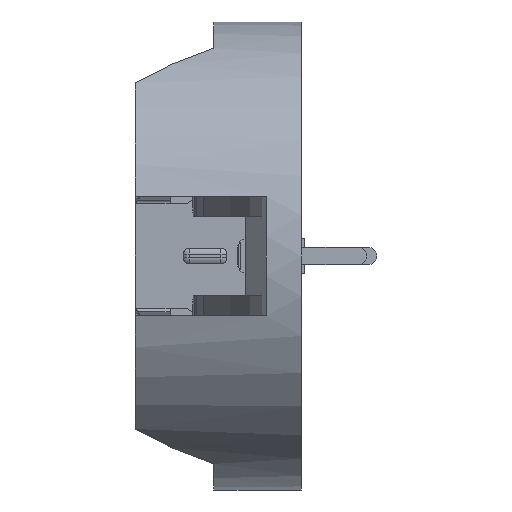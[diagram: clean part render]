
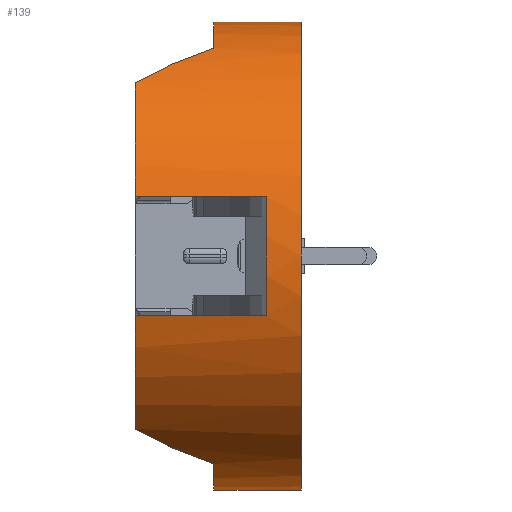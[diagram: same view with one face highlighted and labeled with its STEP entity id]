
A CAD part, left-side view. The second image highlights one B-rep face of the part: STEP entity #139.
In plain terms, the highlighted cylindrical face has radius 13.375 mm (diameter 26.75 mm), a partial arc.
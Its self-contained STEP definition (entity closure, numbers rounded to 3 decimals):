
#86 = CARTESIAN_POINT ( 'NONE',  ( 4.433, -9.343, 0.096 ) ) ;
#134 = CARTESIAN_POINT ( 'NONE',  ( -8.503, 0.157, 3.496 ) ) ;
#139 = ADVANCED_FACE ( 'NONE', ( #4133 ), #3126, .T. ) ;
#194 = DIRECTION ( 'NONE',  ( 0., 1., 0. ) ) ;
#298 = CARTESIAN_POINT ( 'NONE',  ( -1.717, -4.343, 11.974 ) ) ;
#328 = CIRCLE ( 'NONE', #1124, 13.375 ) ;
#441 = AXIS2_PLACEMENT_3D ( 'NONE', #776, #2948, #815 ) ;
#555 = DIRECTION ( 'NONE',  ( 0., -1., 0. ) ) ;
#594 = LINE ( 'NONE', #1779, #1127 ) ;
#679 = VERTEX_POINT ( 'NONE', #6938 ) ;
#776 = CARTESIAN_POINT ( 'NONE',  ( 4.433, 0.157, 0.096 ) ) ;
#815 = DIRECTION ( 'NONE',  ( 0., 0., -1. ) ) ;
#853 = EDGE_CURVE ( 'NONE', #1719, #3968, #4077, .T. ) ;
#940 = EDGE_CURVE ( 'NONE', #679, #5619, #6187, .T. ) ;
#1088 = CARTESIAN_POINT ( 'NONE',  ( -2.751, -2.711, -11.246 ) ) ;
#1124 = AXIS2_PLACEMENT_3D ( 'NONE', #1353, #1319, #5750 ) ;
#1127 = VECTOR ( 'NONE', #1741, 1000. ) ;
#1129 = DIRECTION ( 'NONE',  ( 0., -1., 0. ) ) ;
#1217 = ORIENTED_EDGE ( 'NONE', *, *, #4548, .T. ) ;
#1236 = CARTESIAN_POINT ( 'NONE',  ( -3.706, -1.202, -10.581 ) ) ;
#1281 = LINE ( 'NONE', #6247, #2389 ) ;
#1308 = CARTESIAN_POINT ( 'NONE',  ( -8.503, -7.343, -3.304 ) ) ;
#1319 = DIRECTION ( 'NONE',  ( 0., -1., 0. ) ) ;
#1353 = CARTESIAN_POINT ( 'NONE',  ( 4.433, -4.343, 0.096 ) ) ;
#1450 = VERTEX_POINT ( 'NONE', #6670 ) ;
#1515 = DIRECTION ( 'NONE',  ( 0., 0., -1. ) ) ;
#1535 = ORIENTED_EDGE ( 'NONE', *, *, #4152, .T. ) ;
#1594 = DIRECTION ( 'NONE',  ( 0., -1., 0. ) ) ;
#1649 = ORIENTED_EDGE ( 'NONE', *, *, #3936, .T. ) ;
#1710 = LINE ( 'NONE', #134, #6799 ) ;
#1719 = VERTEX_POINT ( 'NONE', #2589 ) ;
#1725 = VERTEX_POINT ( 'NONE', #5846 ) ;
#1739 = CARTESIAN_POINT ( 'NONE',  ( 4.433, -4.343, 0.096 ) ) ;
#1741 = DIRECTION ( 'NONE',  ( 0., 1., 0. ) ) ;
#1779 = CARTESIAN_POINT ( 'NONE',  ( -8.503, 0.157, -3.304 ) ) ;
#1815 = DIRECTION ( 'NONE',  ( 0., 0., -1. ) ) ;
#1889 = VERTEX_POINT ( 'NONE', #4392 ) ;
#1963 = CARTESIAN_POINT ( 'NONE',  ( -1.717, -4.343, -11.781 ) ) ;
#1996 = DIRECTION ( 'NONE',  ( 0., -1., 0. ) ) ;
#2025 = AXIS2_PLACEMENT_3D ( 'NONE', #86, #194, #5595 ) ;
#2037 = VERTEX_POINT ( 'NONE', #5236 ) ;
#2053 = LINE ( 'NONE', #4249, #4395 ) ;
#2243 = DIRECTION ( 'NONE',  ( 0., -1., 0. ) ) ;
#2348 = CARTESIAN_POINT ( 'NONE',  ( 4.433, -7.343, 0.096 ) ) ;
#2389 = VECTOR ( 'NONE', #6145, 1000. ) ;
#2404 = EDGE_LOOP ( 'NONE', ( #4578, #1649, #6807, #6264, #4821, #1535, #5914, #5601, #3358, #5856, #1217, #2603 ) ) ;
#2422 = EDGE_CURVE ( 'NONE', #2957, #2037, #2053, .T. ) ;
#2454 = CARTESIAN_POINT ( 'NONE',  ( -4.567, 0.157, 9.99 ) ) ;
#2515 = CARTESIAN_POINT ( 'NONE',  ( -4.567, 0.157, 9.99 ) ) ;
#2559 = AXIS2_PLACEMENT_3D ( 'NONE', #6381, #6478, #1515 ) ;
#2589 = CARTESIAN_POINT ( 'NONE',  ( -1.717, -4.343, 11.974 ) ) ;
#2602 = VERTEX_POINT ( 'NONE', #6820 ) ;
#2603 = ORIENTED_EDGE ( 'NONE', *, *, #2820, .T. ) ;
#2820 = EDGE_CURVE ( 'NONE', #2602, #2037, #4968, .T. ) ;
#2948 = DIRECTION ( 'NONE',  ( 0., -1., 0. ) ) ;
#2957 = VERTEX_POINT ( 'NONE', #3692 ) ;
#2975 = EDGE_CURVE ( 'NONE', #5619, #6048, #3603, .T. ) ;
#3015 = EDGE_CURVE ( 'NONE', #6048, #1450, #6440, .T. ) ;
#3126 = CYLINDRICAL_SURFACE ( 'NONE', #5605, 13.375 ) ;
#3254 = CARTESIAN_POINT ( 'NONE',  ( -4.567, 0.157, -9.798 ) ) ;
#3287 = CIRCLE ( 'NONE', #4202, 13.375 ) ;
#3358 = ORIENTED_EDGE ( 'NONE', *, *, #2975, .T. ) ;
#3471 = CARTESIAN_POINT ( 'NONE',  ( -4.567, 0.157, -9.798 ) ) ;
#3603 =( BOUNDED_CURVE ( )  B_SPLINE_CURVE ( 3, ( #3254, #1236, #1088, #3906 ),
 .UNSPECIFIED., .F., .T. ) 
 B_SPLINE_CURVE_WITH_KNOTS ( ( 4, 4 ),
 ( 3.974, 4.235 ),
 .UNSPECIFIED. ) 
 CURVE ( )  GEOMETRIC_REPRESENTATION_ITEM ( )  RATIONAL_B_SPLINE_CURVE ( ( 1., 0.994, 0.994, 1. ) ) 
 REPRESENTATION_ITEM ( '' )  );
#3625 = CARTESIAN_POINT ( 'NONE',  ( 4.433, 0.157, 0.096 ) ) ;
#3692 = CARTESIAN_POINT ( 'NONE',  ( 4.433, -4.343, 13.471 ) ) ;
#3906 = CARTESIAN_POINT ( 'NONE',  ( -1.717, -4.343, -11.781 ) ) ;
#3936 = EDGE_CURVE ( 'NONE', #2957, #1719, #328, .T. ) ;
#3968 = VERTEX_POINT ( 'NONE', #2454 ) ;
#4077 =( BOUNDED_CURVE ( )  B_SPLINE_CURVE ( 3, ( #298, #6831, #5237, #2515 ),
 .UNSPECIFIED., .F., .T. ) 
 B_SPLINE_CURVE_WITH_KNOTS ( ( 4, 4 ),
 ( 2.049, 2.309 ),
 .UNSPECIFIED. ) 
 CURVE ( )  GEOMETRIC_REPRESENTATION_ITEM ( )  RATIONAL_B_SPLINE_CURVE ( ( 1., 0.994, 0.994, 1. ) ) 
 REPRESENTATION_ITEM ( '' )  );
#4133 = FACE_OUTER_BOUND ( 'NONE', #2404, .T. ) ;
#4152 = EDGE_CURVE ( 'NONE', #1889, #6348, #3287, .T. ) ;
#4198 = EDGE_CURVE ( 'NONE', #6348, #679, #594, .T. ) ;
#4202 = AXIS2_PLACEMENT_3D ( 'NONE', #2348, #1129, #1815 ) ;
#4249 = CARTESIAN_POINT ( 'NONE',  ( 4.433, 0.157, 13.471 ) ) ;
#4274 = EDGE_CURVE ( 'NONE', #3968, #1725, #6795, .T. ) ;
#4392 = CARTESIAN_POINT ( 'NONE',  ( -8.503, -7.343, 3.496 ) ) ;
#4395 = VECTOR ( 'NONE', #1594, 1000. ) ;
#4548 = EDGE_CURVE ( 'NONE', #1450, #2602, #1281, .T. ) ;
#4578 = ORIENTED_EDGE ( 'NONE', *, *, #2422, .F. ) ;
#4821 = ORIENTED_EDGE ( 'NONE', *, *, #6135, .T. ) ;
#4968 = CIRCLE ( 'NONE', #2025, 13.375 ) ;
#5084 = AXIS2_PLACEMENT_3D ( 'NONE', #1739, #555, #6098 ) ;
#5236 = CARTESIAN_POINT ( 'NONE',  ( 4.433, -9.343, 13.471 ) ) ;
#5237 = CARTESIAN_POINT ( 'NONE',  ( -3.706, -1.202, 10.774 ) ) ;
#5595 = DIRECTION ( 'NONE',  ( 0., 0., -1. ) ) ;
#5601 = ORIENTED_EDGE ( 'NONE', *, *, #940, .T. ) ;
#5605 = AXIS2_PLACEMENT_3D ( 'NONE', #3625, #1996, #6286 ) ;
#5619 = VERTEX_POINT ( 'NONE', #3471 ) ;
#5750 = DIRECTION ( 'NONE',  ( 0., 0., -1. ) ) ;
#5846 = CARTESIAN_POINT ( 'NONE',  ( -8.503, 0.157, 3.496 ) ) ;
#5856 = ORIENTED_EDGE ( 'NONE', *, *, #3015, .T. ) ;
#5914 = ORIENTED_EDGE ( 'NONE', *, *, #4198, .T. ) ;
#6048 = VERTEX_POINT ( 'NONE', #1963 ) ;
#6098 = DIRECTION ( 'NONE',  ( 0., 0., -1. ) ) ;
#6135 = EDGE_CURVE ( 'NONE', #1725, #1889, #1710, .T. ) ;
#6145 = DIRECTION ( 'NONE',  ( 0., -1., 0. ) ) ;
#6187 = CIRCLE ( 'NONE', #2559, 13.375 ) ;
#6247 = CARTESIAN_POINT ( 'NONE',  ( 4.433, 0.157, -13.279 ) ) ;
#6264 = ORIENTED_EDGE ( 'NONE', *, *, #4274, .T. ) ;
#6286 = DIRECTION ( 'NONE',  ( 0., 0., -1. ) ) ;
#6348 = VERTEX_POINT ( 'NONE', #1308 ) ;
#6381 = CARTESIAN_POINT ( 'NONE',  ( 4.433, 0.157, 0.096 ) ) ;
#6440 = CIRCLE ( 'NONE', #5084, 13.375 ) ;
#6478 = DIRECTION ( 'NONE',  ( 0., -1., 0. ) ) ;
#6670 = CARTESIAN_POINT ( 'NONE',  ( 4.433, -4.343, -13.279 ) ) ;
#6795 = CIRCLE ( 'NONE', #441, 13.375 ) ;
#6799 = VECTOR ( 'NONE', #2243, 1000. ) ;
#6807 = ORIENTED_EDGE ( 'NONE', *, *, #853, .T. ) ;
#6820 = CARTESIAN_POINT ( 'NONE',  ( 4.433, -9.343, -13.279 ) ) ;
#6831 = CARTESIAN_POINT ( 'NONE',  ( -2.751, -2.711, 11.438 ) ) ;
#6938 = CARTESIAN_POINT ( 'NONE',  ( -8.503, 0.157, -3.304 ) ) ;
